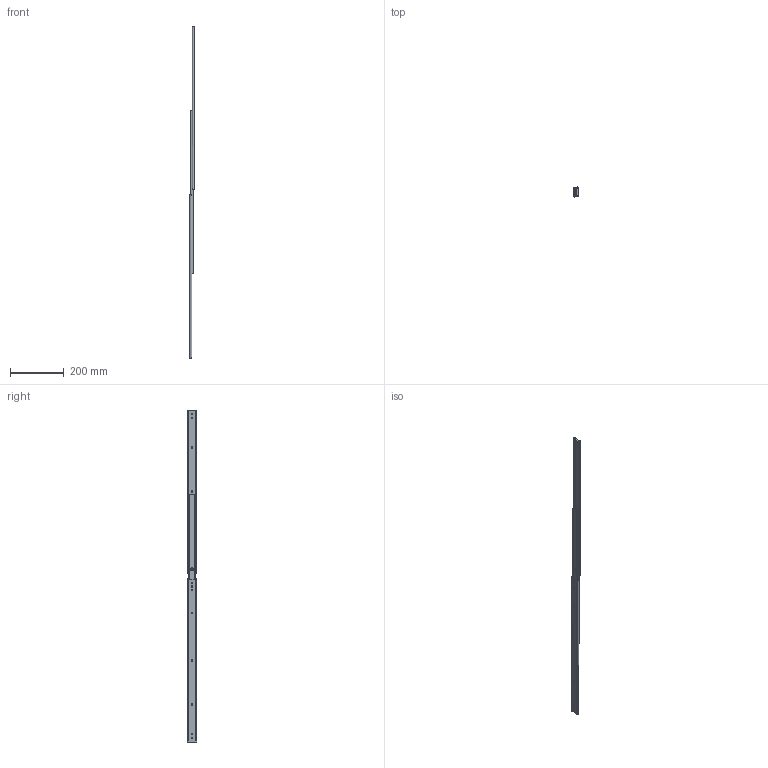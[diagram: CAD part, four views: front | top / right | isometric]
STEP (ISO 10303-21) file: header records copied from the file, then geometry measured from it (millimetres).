
FILE_DESCRIPTION (( 'STEP AP203' ), '1' );
FILE_NAME ('3531-24.STEP', '2020-06-15T06:36:11', ( '' ), ( '' ), 'SwSTEP 2.0', 'SolidWorks 2019', '' );
FILE_SCHEMA (( 'CONFIG_CONTROL_DESIGN' ));
Length unit declared in the file: millimetre
Products named in the file (4): OM-3531-24 ; CM-3531-24 AS; IM-3531-24 ; 3531-24
Assembly tree (5 placements, depth 3):
  3531-24
    OM-3531-24   x2
    CM-3531-24 AS
      IM-3531-24   x2
Bounding box: 19.2 x 35.3 x 1240.7 mm (x, y, z)
Volume: 153566.1 mm3; surface area: 200885.7 mm2
Topology: 4 solids, 4 shells, 244 faces, 704 edges, 468 vertices
Faces by surface type: plane 124, cylinder 120
Entity records: 4714 total; most frequent: CARTESIAN_POINT 905, DIRECTION 714, ORIENTED_EDGE 704, EDGE_CURVE 352, AXIS2_PLACEMENT_3D 247, VERTEX_POINT 234, VECTOR 220, LINE 220
